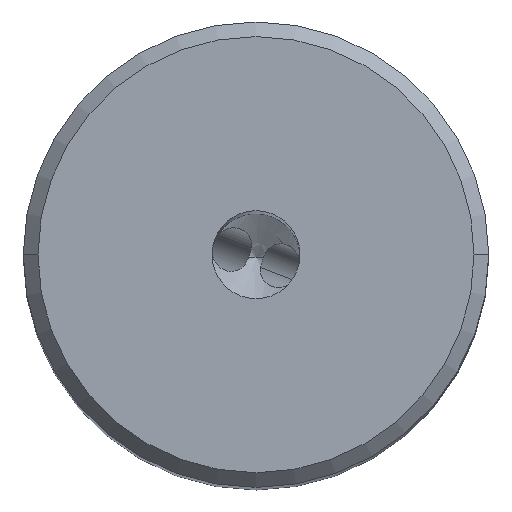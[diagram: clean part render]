
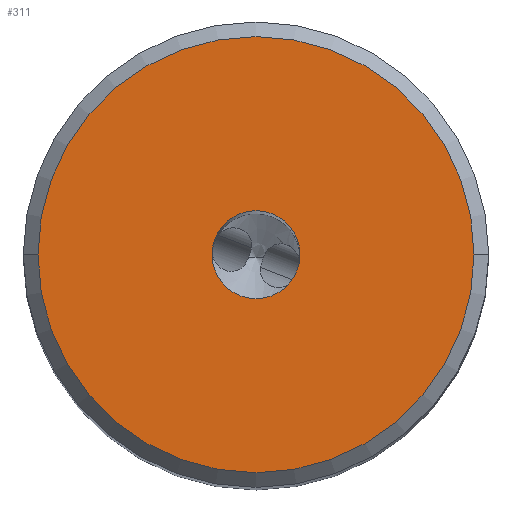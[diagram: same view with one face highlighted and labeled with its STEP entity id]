
A CAD part, top view. The second image highlights one B-rep face of the part: STEP entity #311.
In plain terms, the highlighted planar face has unit normal (0, 0, 1).
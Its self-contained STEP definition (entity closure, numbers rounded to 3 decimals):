
#80=FACE_BOUND('',#997,.T.);
#81=FACE_BOUND('',#998,.T.);
#192=PLANE('',#5734);
#311=ADVANCED_FACE('',(#80,#81),#192,.T.);
#997=EDGE_LOOP('',(#2669,#2670));
#998=EDGE_LOOP('',(#2671,#2672));
#1300=CIRCLE('',#5706,3.);
#1304=CIRCLE('',#5713,3.);
#1307=CIRCLE('',#5732,14.875);
#1308=CIRCLE('',#5733,14.875);
#2669=ORIENTED_EDGE('',*,*,#4672,.F.);
#2670=ORIENTED_EDGE('',*,*,#4673,.F.);
#2671=ORIENTED_EDGE('',*,*,#4630,.F.);
#2672=ORIENTED_EDGE('',*,*,#4643,.F.);
#3968=VERTEX_POINT('',#10420);
#3969=VERTEX_POINT('',#10422);
#3994=VERTEX_POINT('',#10969);
#3995=VERTEX_POINT('',#10970);
#4630=EDGE_CURVE('',#3968,#3969,#1300,.T.);
#4643=EDGE_CURVE('',#3969,#3968,#1304,.T.);
#4672=EDGE_CURVE('',#3994,#3995,#1307,.T.);
#4673=EDGE_CURVE('',#3995,#3994,#1308,.T.);
#5706=AXIS2_PLACEMENT_3D('',#10421,#6656,#6657);
#5713=AXIS2_PLACEMENT_3D('',#10638,#6673,#6674);
#5732=AXIS2_PLACEMENT_3D('',#10968,#6720,#6721);
#5733=AXIS2_PLACEMENT_3D('',#10971,#6722,#6723);
#5734=AXIS2_PLACEMENT_3D('',#10972,#6724,#6725);
#6656=DIRECTION('',(0.,0.,1.));
#6657=DIRECTION('',(1.,0.,0.));
#6673=DIRECTION('',(0.,0.,1.));
#6674=DIRECTION('',(-1.,0.,0.));
#6720=DIRECTION('',(0.,0.,-1.));
#6721=DIRECTION('',(-1.,0.,0.));
#6722=DIRECTION('',(0.,0.,-1.));
#6723=DIRECTION('',(1.,0.,0.));
#6724=DIRECTION('',(0.,0.,1.));
#6725=DIRECTION('',(1.,0.,0.));
#10420=CARTESIAN_POINT('',(3.,0.,0.));
#10421=CARTESIAN_POINT('',(0.,0.,0.));
#10422=CARTESIAN_POINT('',(-3.,0.,0.));
#10638=CARTESIAN_POINT('',(0.,0.,0.));
#10968=CARTESIAN_POINT('',(0.,0.,0.));
#10969=CARTESIAN_POINT('',(-14.875,0.,0.));
#10970=CARTESIAN_POINT('',(14.875,0.,0.));
#10971=CARTESIAN_POINT('',(0.,0.,0.));
#10972=CARTESIAN_POINT('',(0.,0.,0.));
